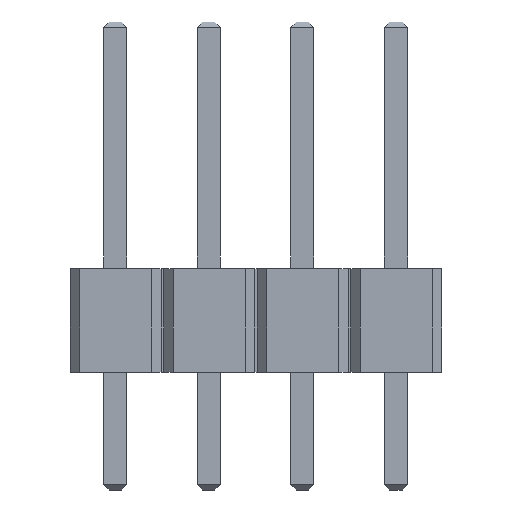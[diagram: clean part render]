
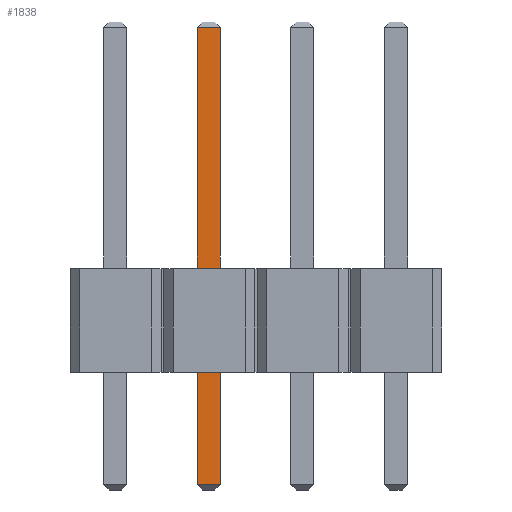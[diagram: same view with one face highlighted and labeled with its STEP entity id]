
A CAD part, front view. The second image highlights one B-rep face of the part: STEP entity #1838.
In plain terms, the highlighted planar face has unit normal (0, -1, 0).
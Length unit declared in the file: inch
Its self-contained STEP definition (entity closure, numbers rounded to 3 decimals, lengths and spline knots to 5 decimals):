
#72=FACE_OUTER_BOUND('',#178,.T.);
#178=EDGE_LOOP('',(#1301,#1302,#1303,#1304));
#300=LINE('',#2614,#556);
#307=LINE('',#2626,#563);
#315=LINE('',#2643,#571);
#320=LINE('',#2653,#576);
#556=VECTOR('',#2130,0.3937);
#563=VECTOR('',#2141,0.12598);
#571=VECTOR('',#2157,0.3937);
#576=VECTOR('',#2170,0.26378);
#798=VERTEX_POINT('',#2609);
#799=VERTEX_POINT('',#2613);
#802=VERTEX_POINT('',#2624);
#807=VERTEX_POINT('',#2641);
#972=EDGE_CURVE('',#799,#798,#300,.T.);
#979=EDGE_CURVE('',#802,#799,#307,.T.);
#987=EDGE_CURVE('',#807,#802,#315,.T.);
#992=EDGE_CURVE('',#798,#807,#320,.T.);
#1301=ORIENTED_EDGE('',*,*,#972,.F.);
#1302=ORIENTED_EDGE('',*,*,#979,.F.);
#1303=ORIENTED_EDGE('',*,*,#987,.F.);
#1304=ORIENTED_EDGE('',*,*,#992,.F.);
#1732=PLANE('',#1974);
#1838=ADVANCED_FACE('',(#72),#1732,.F.);
#1974=AXIS2_PLACEMENT_3D('',#2654,#2171,#2172);
#2130=DIRECTION('',(1.,0.,0.));
#2141=DIRECTION('',(0.,0.,1.));
#2157=DIRECTION('',(-1.,0.,0.));
#2170=DIRECTION('',(0.,0.,-1.));
#2171=DIRECTION('center_axis',(0.,1.,0.));
#2172=DIRECTION('ref_axis',(1.,0.,0.));
#2609=CARTESIAN_POINT('',(0.11193,-0.0124,0.36787));
#2613=CARTESIAN_POINT('',(0.08713,-0.0124,0.36787));
#2614=CARTESIAN_POINT('',(0.06931,-0.0124,0.36787));
#2624=CARTESIAN_POINT('',(0.08713,-0.0124,-0.12031));
#2626=CARTESIAN_POINT('',(0.08713,-0.0124,-0.12622));
#2641=CARTESIAN_POINT('',(0.11193,-0.0124,-0.12031));
#2643=CARTESIAN_POINT('',(0.08172,-0.0124,-0.12031));
#2653=CARTESIAN_POINT('',(0.11193,-0.0124,0.37378));
#2654=CARTESIAN_POINT('Origin',(0.0515,-0.0124,0.11));
